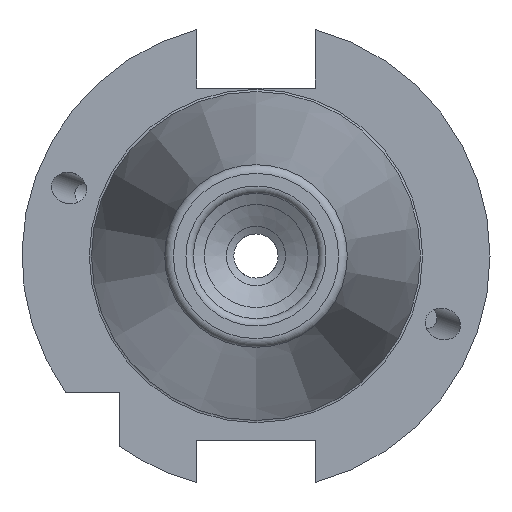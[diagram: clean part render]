
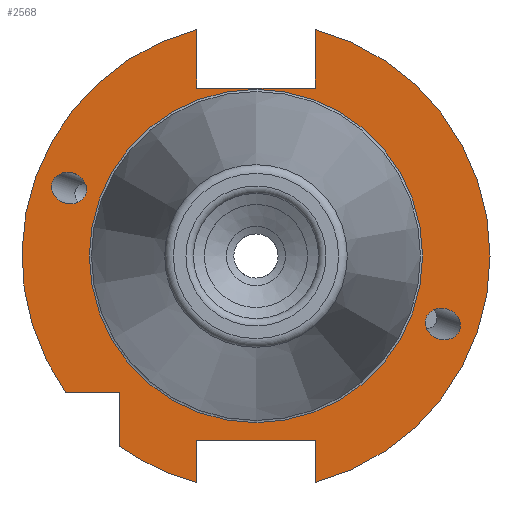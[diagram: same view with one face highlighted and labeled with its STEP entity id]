
A CAD part, left-side view. The second image highlights one B-rep face of the part: STEP entity #2568.
In plain terms, the highlighted planar face has unit normal (-1, 0, 0).
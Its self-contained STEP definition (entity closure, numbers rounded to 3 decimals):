
#708=CARTESIAN_POINT('',(3.2,-23.093,-8.405));
#709=VERTEX_POINT('',#708);
#710=CARTESIAN_POINT('',(3.2,-25.372,-9.235));
#711=DIRECTION('',(1.0,0.0,0.0));
#712=DIRECTION('',(0.0,-0.94,-0.342));
#713=AXIS2_PLACEMENT_3D('',#710,#711,#712);
#714=ELLIPSE('',#713,2.425,2.1);
#715=EDGE_CURVE('',#709,#709,#714,.T.);
#745=CARTESIAN_POINT('',(3.2,23.093,8.405));
#746=VERTEX_POINT('',#745);
#747=CARTESIAN_POINT('',(3.2,25.372,9.235));
#748=DIRECTION('',(1.0,0.0,0.0));
#749=DIRECTION('',(0.0,0.94,0.342));
#750=AXIS2_PLACEMENT_3D('',#747,#748,#749);
#751=ELLIPSE('',#750,2.425,2.1);
#752=EDGE_CURVE('',#746,#746,#751,.T.);
#1697=CARTESIAN_POINT('',(3.2,18.5,-18.5));
#1698=VERTEX_POINT('',#1697);
#1699=CARTESIAN_POINT('',(3.2,18.5,-25.834));
#1700=VERTEX_POINT('',#1699);
#1701=CARTESIAN_POINT('',(3.2,18.5,-18.5));
#1702=DIRECTION('',(0.0,0.0,-1.0));
#1703=VECTOR('',#1702,7.334);
#1704=LINE('',#1701,#1703);
#1705=EDGE_CURVE('',#1698,#1700,#1704,.T.);
#1820=CARTESIAN_POINT('',(3.2,25.834,-18.5));
#1821=VERTEX_POINT('',#1820);
#1822=CARTESIAN_POINT('',(3.2,25.834,-18.5));
#1823=DIRECTION('',(0.0,-1.0,0.0));
#1824=VECTOR('',#1823,7.334);
#1825=LINE('',#1822,#1824);
#1826=EDGE_CURVE('',#1821,#1698,#1825,.T.);
#1921=CARTESIAN_POINT('',(3.2,8.05,30.738));
#1922=VERTEX_POINT('',#1921);
#1923=CARTESIAN_POINT('',(3.2,0.0,0.));
#1924=DIRECTION('',(-1.0,0.0,0.));
#1925=DIRECTION('',(0.,0.0,1.0));
#1926=AXIS2_PLACEMENT_3D('',#1923,#1924,#1925);
#1927=CIRCLE('',#1926,31.775);
#1928=EDGE_CURVE('',#1922,#1821,#1927,.T.);
#2316=CARTESIAN_POINT('',(3.2,8.05,-25.0));
#2317=VERTEX_POINT('',#2316);
#2324=CARTESIAN_POINT('',(3.2,8.05,-30.738));
#2325=VERTEX_POINT('',#2324);
#2326=CARTESIAN_POINT('',(3.2,8.05,-30.738));
#2327=DIRECTION('',(0.0,0.0,1.0));
#2328=VECTOR('',#2327,5.738);
#2329=LINE('',#2326,#2328);
#2330=EDGE_CURVE('',#2325,#2317,#2329,.T.);
#2380=CARTESIAN_POINT('',(3.2,-8.05,-30.738));
#2381=VERTEX_POINT('',#2380);
#2388=CARTESIAN_POINT('',(3.2,-8.05,-25.0));
#2389=VERTEX_POINT('',#2388);
#2390=CARTESIAN_POINT('',(3.2,-8.05,-25.0));
#2391=DIRECTION('',(0.0,0.0,-1.0));
#2392=VECTOR('',#2391,5.738);
#2393=LINE('',#2390,#2392);
#2394=EDGE_CURVE('',#2389,#2381,#2393,.T.);
#2413=CARTESIAN_POINT('',(3.2,8.05,-25.0));
#2414=DIRECTION('',(0.0,-1.0,0.0));
#2415=VECTOR('',#2414,16.1);
#2416=LINE('',#2413,#2415);
#2417=EDGE_CURVE('',#2317,#2389,#2416,.T.);
#2500=CARTESIAN_POINT('',(3.2,0.0,27.233));
#2501=DIRECTION('',(-1.0,0.0,0.0));
#2502=DIRECTION('',(0.0,0.0,1.0));
#2503=AXIS2_PLACEMENT_3D('',#2500,#2501,#2502);
#2504=PLANE('',#2503);
#2505=ORIENTED_EDGE('',*,*,#1705,.T.);
#2506=CARTESIAN_POINT('',(3.2,0.0,0.));
#2507=DIRECTION('',(-1.0,0.0,0.));
#2508=DIRECTION('',(0.,0.0,1.0));
#2509=AXIS2_PLACEMENT_3D('',#2506,#2507,#2508);
#2510=CIRCLE('',#2509,31.775);
#2511=EDGE_CURVE('',#1700,#2325,#2510,.T.);
#2512=ORIENTED_EDGE('',*,*,#2511,.T.);
#2513=ORIENTED_EDGE('',*,*,#2330,.T.);
#2514=ORIENTED_EDGE('',*,*,#2417,.T.);
#2515=ORIENTED_EDGE('',*,*,#2394,.T.);
#2516=CARTESIAN_POINT('',(3.2,-8.05,30.738));
#2517=VERTEX_POINT('',#2516);
#2518=CARTESIAN_POINT('',(3.2,0.0,0.));
#2519=DIRECTION('',(-1.0,0.0,0.));
#2520=DIRECTION('',(0.,0.0,1.0));
#2521=AXIS2_PLACEMENT_3D('',#2518,#2519,#2520);
#2522=CIRCLE('',#2521,31.775);
#2523=EDGE_CURVE('',#2381,#2517,#2522,.T.);
#2524=ORIENTED_EDGE('',*,*,#2523,.T.);
#2525=CARTESIAN_POINT('',(3.2,-8.05,22.8));
#2526=VERTEX_POINT('',#2525);
#2527=CARTESIAN_POINT('',(3.2,-8.05,30.738));
#2528=DIRECTION('',(0.0,0.0,-1.0));
#2529=VECTOR('',#2528,7.938);
#2530=LINE('',#2527,#2529);
#2531=EDGE_CURVE('',#2517,#2526,#2530,.T.);
#2532=ORIENTED_EDGE('',*,*,#2531,.T.);
#2533=CARTESIAN_POINT('',(3.2,8.05,22.8));
#2534=VERTEX_POINT('',#2533);
#2535=CARTESIAN_POINT('',(3.2,-8.05,22.8));
#2536=DIRECTION('',(0.0,1.0,0.0));
#2537=VECTOR('',#2536,16.1);
#2538=LINE('',#2535,#2537);
#2539=EDGE_CURVE('',#2526,#2534,#2538,.T.);
#2540=ORIENTED_EDGE('',*,*,#2539,.T.);
#2541=CARTESIAN_POINT('',(3.2,8.05,22.8));
#2542=DIRECTION('',(0.0,0.0,1.0));
#2543=VECTOR('',#2542,7.938);
#2544=LINE('',#2541,#2543);
#2545=EDGE_CURVE('',#2534,#1922,#2544,.T.);
#2546=ORIENTED_EDGE('',*,*,#2545,.T.);
#2547=ORIENTED_EDGE('',*,*,#1928,.T.);
#2548=ORIENTED_EDGE('',*,*,#1826,.T.);
#2549=EDGE_LOOP('',(#2505,#2512,#2513,#2514,#2515,#2524,#2532,#2540,#2546,#2547,#2548));
#2550=FACE_OUTER_BOUND('',#2549,.T.);
#2551=ORIENTED_EDGE('',*,*,#715,.T.);
#2552=EDGE_LOOP('',(#2551));
#2553=FACE_BOUND('',#2552,.T.);
#2554=ORIENTED_EDGE('',*,*,#752,.T.);
#2555=EDGE_LOOP('',(#2554));
#2556=FACE_BOUND('',#2555,.T.);
#2557=CARTESIAN_POINT('',(3.2,22.625,0.0));
#2558=VERTEX_POINT('',#2557);
#2559=CARTESIAN_POINT('',(3.2,0.0,0.0));
#2560=DIRECTION('',(-1.0,0.0,0.0));
#2561=DIRECTION('',(0.0,1.0,0.0));
#2562=AXIS2_PLACEMENT_3D('',#2559,#2560,#2561);
#2563=CIRCLE('',#2562,22.625);
#2564=EDGE_CURVE('',#2558,#2558,#2563,.T.);
#2565=ORIENTED_EDGE('',*,*,#2564,.F.);
#2566=EDGE_LOOP('',(#2565));
#2567=FACE_BOUND('',#2566,.T.);
#2568=ADVANCED_FACE('',(#2550,#2553,#2556,#2567),#2504,.T.);
